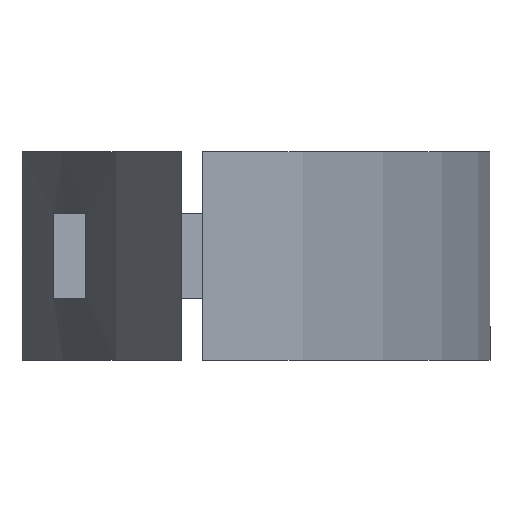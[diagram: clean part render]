
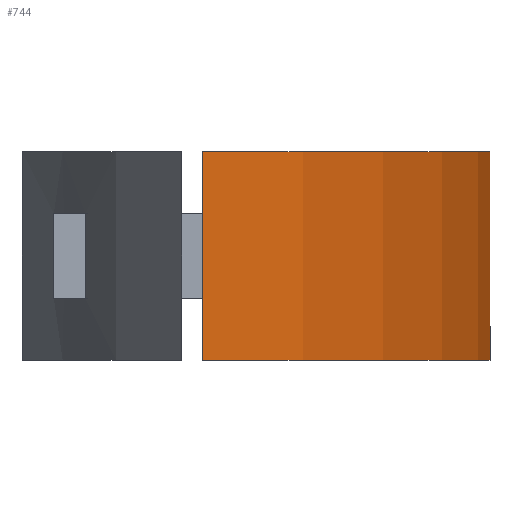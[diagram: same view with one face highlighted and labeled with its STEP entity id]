
A CAD part, left-side view. The second image highlights one B-rep face of the part: STEP entity #744.
In plain terms, the highlighted cylindrical face has radius 50 mm (diameter 100 mm), a partial arc.
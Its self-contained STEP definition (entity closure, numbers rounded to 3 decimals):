
#41=CIRCLE('',#842,50.);
#42=CIRCLE('',#845,50.);
#56=CYLINDRICAL_SURFACE('',#844,50.);
#79=FACE_OUTER_BOUND('',#123,.T.);
#123=EDGE_LOOP('',(#573,#574,#575,#576));
#190=LINE('',#1188,#273);
#192=LINE('',#1191,#275);
#273=VECTOR('',#972,10.);
#275=VECTOR('',#974,10.);
#346=VERTEX_POINT('',#1182);
#347=VERTEX_POINT('',#1183);
#348=VERTEX_POINT('',#1187);
#349=VERTEX_POINT('',#1189);
#427=EDGE_CURVE('',#346,#347,#41,.T.);
#429=EDGE_CURVE('',#348,#347,#190,.T.);
#431=EDGE_CURVE('',#346,#349,#192,.T.);
#432=EDGE_CURVE('',#348,#349,#42,.T.);
#573=ORIENTED_EDGE('',*,*,#431,.T.);
#574=ORIENTED_EDGE('',*,*,#432,.F.);
#575=ORIENTED_EDGE('',*,*,#429,.T.);
#576=ORIENTED_EDGE('',*,*,#427,.F.);
#744=ADVANCED_FACE('',(#79),#56,.T.);
#842=AXIS2_PLACEMENT_3D('',#1184,#967,#968);
#844=AXIS2_PLACEMENT_3D('',#1192,#975,#976);
#845=AXIS2_PLACEMENT_3D('',#1193,#977,#978);
#967=DIRECTION('center_axis',(0.,0.,-1.));
#968=DIRECTION('ref_axis',(-0.683,-0.73,0.));
#972=DIRECTION('',(0.,0.,-1.));
#974=DIRECTION('',(0.,0.,1.));
#975=DIRECTION('center_axis',(0.,0.,1.));
#976=DIRECTION('ref_axis',(-0.683,-0.73,0.));
#977=DIRECTION('center_axis',(0.,0.,1.));
#978=DIRECTION('ref_axis',(-0.683,-0.73,0.));
#1182=CARTESIAN_POINT('',(34.172,-36.5,-4.9));
#1183=CARTESIAN_POINT('',(-34.172,-36.5,-4.9));
#1184=CARTESIAN_POINT('Origin',(0.,0.,-4.9));
#1187=CARTESIAN_POINT('',(-34.172,-36.5,4.9));
#1188=CARTESIAN_POINT('',(-34.172,-36.5,0.));
#1189=CARTESIAN_POINT('',(34.172,-36.5,4.9));
#1191=CARTESIAN_POINT('',(34.172,-36.5,0.));
#1192=CARTESIAN_POINT('Origin',(0.,0.,0.));
#1193=CARTESIAN_POINT('Origin',(0.,0.,4.9));
